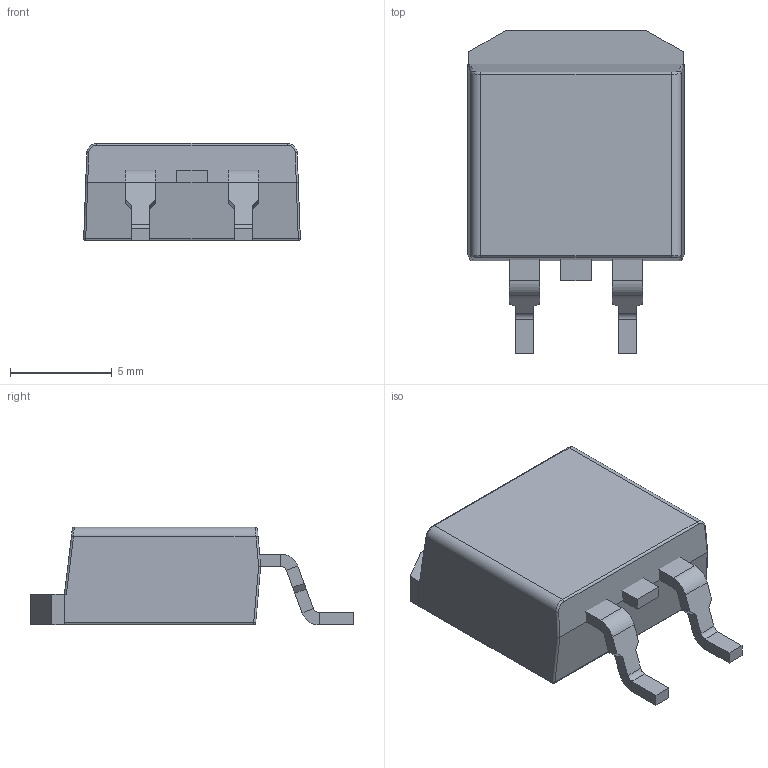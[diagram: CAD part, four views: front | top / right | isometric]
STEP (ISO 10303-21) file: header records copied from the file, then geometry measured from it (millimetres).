
FILE_DESCRIPTION(('STEP AP214'), '1');
FILE_NAME('TO-263AB', '', ('UNSPECIFIED'), ('UNSPECIFIED'), 'ASCON STEP Converter 1.3', 'ASCON Math Kernel', '');
FILE_SCHEMA(('AUTOMOTIVE_DESIGN { 1 0 10303 214 3 1 1}'));
Length unit declared in the file: millimetre
Bounding box: 10.64 x 15.85 x 4.8 mm (x, y, z)
Volume: 506.5 mm3; surface area: 668 mm2
Topology: 5 solids, 5 shells, 113 faces, 272 edges, 171 vertices
Faces by surface type: plane 82, cylinder 25, bspline 4, sphere 2
Entity records: 4249 total; most frequent: CARTESIAN_POINT 644, DIRECTION 520, ORIENTED_EDGE 516, EDGE_CURVE 258, LINE 216, VECTOR 216, VERTEX_POINT 156, AXIS2_PLACEMENT_3D 152
